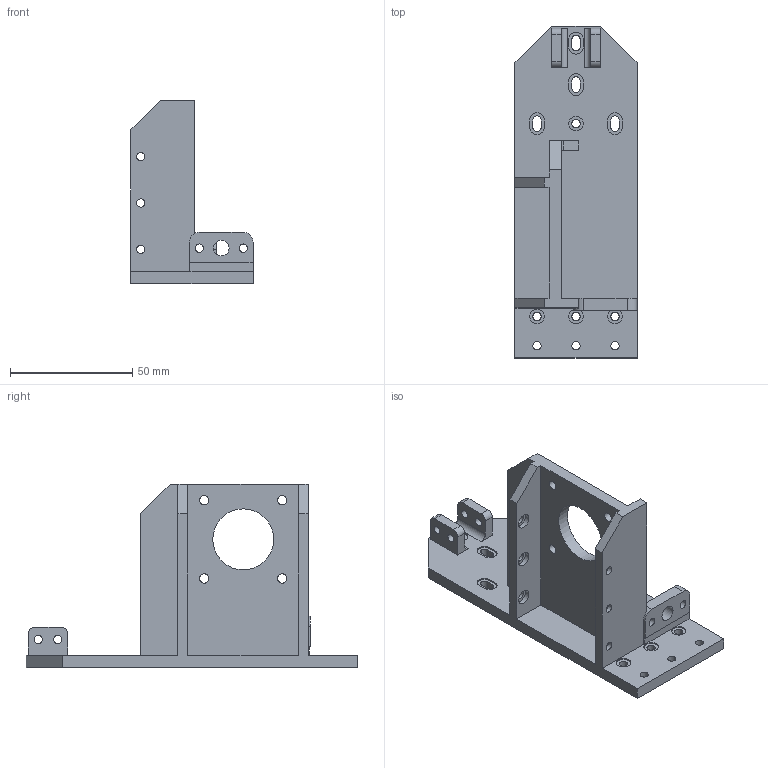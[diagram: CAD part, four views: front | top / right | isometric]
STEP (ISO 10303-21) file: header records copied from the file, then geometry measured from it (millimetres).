
FILE_DESCRIPTION(('FreeCAD Model'),'2;1');
FILE_NAME('05_ALBL_DirectDriveMount_YCorr_BLT_Left_ZTunable.step','2019-07-08T03:54:47',('Author'),(''), 'Open CASCADE STEP processor 7.2','FreeCAD','Unknown');
FILE_SCHEMA(('AUTOMOTIVE_DESIGN { 1 0 10303 214 1 1 1 1 }'));
Length unit declared in the file: millimetre
Products named in the file (1): ALBL_DirectDriveMount_YCorr_BLT_Left
Bounding box: 50 x 136 x 75 mm (x, y, z)
Volume: 65081.1 mm3; surface area: 32061.1 mm2
Topology: 1 solids, 1 shells, 176 faces, 483 edges, 328 vertices
Faces by surface type: plane 96, cylinder 80
Full cylindrical faces by diameter (mm): 3.4 x19, 3.8 x4, 6 x15, 6.4 x1, 25 x1
Entity records: 12509 total; most frequent: CARTESIAN_POINT 2791, DIRECTION 1845, LINE 1078, VECTOR 1078, ORIENTED_EDGE 966, PCURVE 966, DEFINITIONAL_REPRESENTATION 966, EDGE_CURVE 483
